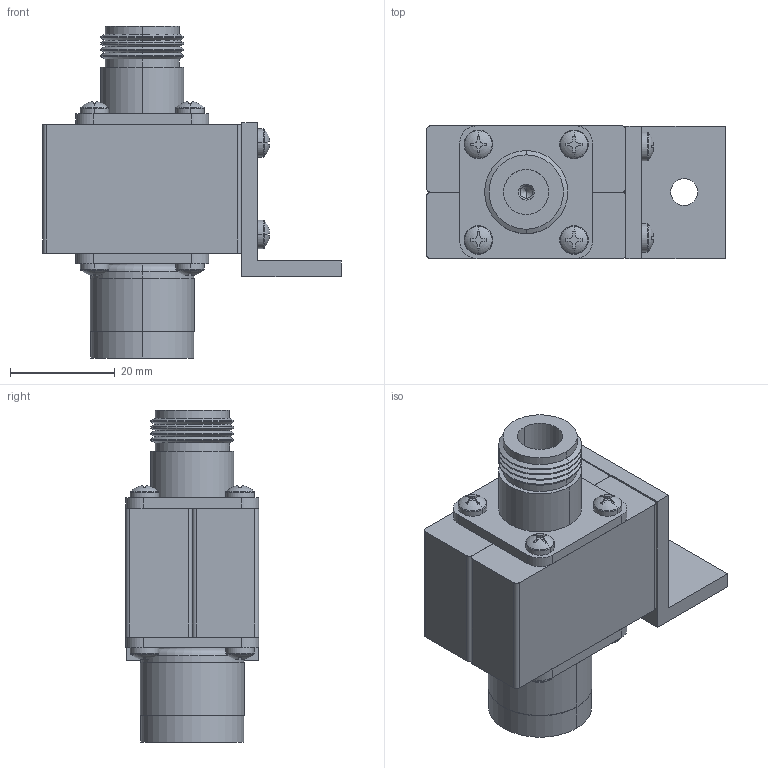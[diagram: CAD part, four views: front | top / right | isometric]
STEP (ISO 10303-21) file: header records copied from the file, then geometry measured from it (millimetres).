
FILE_DESCRIPTION (( 'STEP AP214' ), '1' );
FILE_NAME ('LCSP1031.STEP', '2018-04-10T14:25:06', ( '' ), ( '' ), 'SwSTEP 2.0', 'SolidWorks 2017', '' );
FILE_SCHEMA (( 'AUTOMOTIVE_DESIGN' ));
Length unit declared in the file: inch
Products named in the file (15): 4001-0001; 2011-6100-02; 6040-0017; 1081-0251-05; 5100-0004; 5100-0004-01; 4042-0031; LCSP1031; 4033-0106; 9040-0287; 5210-0002; MFGTDI-042^9300-0016; 2003-3434_BLK; 2012-6100; 9300-0016
Assembly tree (24 placements, depth 3):
  LCSP1031
    5100-0004-01
    5100-0004
    9300-0016
      4042-0031
      6040-0017
    1081-0251-05  x12
    2012-6100
    5210-0002
    9040-0287
      4033-0106
      4001-0001
      2011-6100-02
    2003-3434_BLK
  MFGTDI-042^9300-0016
Bounding box: 57.15 x 25.53 x 63.5 mm (x, y, z)
Volume: 30539.8 mm3; surface area: 22580.8 mm2
Topology: 22 solids, 22 shells, 1606 faces, 3572 edges, 2031 vertices
Faces by surface type: cone 650, cylinder 560, plane 340, torus 54, sphere 2
Entity records: 13994 total; most frequent: CARTESIAN_POINT 2457, DIRECTION 2367, ORIENTED_EDGE 2044, EDGE_CURVE 1022, AXIS2_PLACEMENT_3D 922, VERTEX_POINT 634, LINE 523, VECTOR 523
